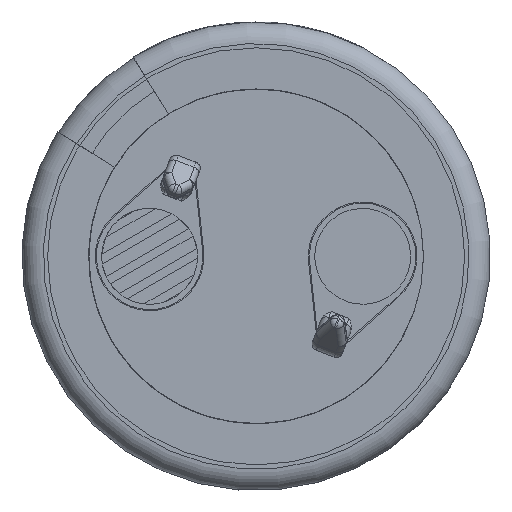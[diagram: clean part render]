
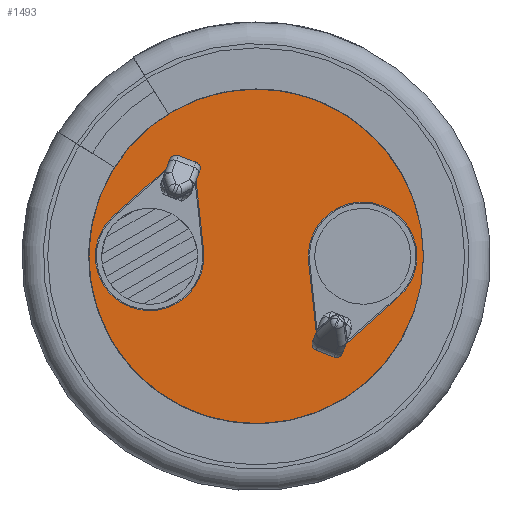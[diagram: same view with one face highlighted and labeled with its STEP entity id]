
A CAD part, front view. The second image highlights one B-rep face of the part: STEP entity #1493.
In plain terms, the highlighted planar face has unit normal (0, -1, 0).
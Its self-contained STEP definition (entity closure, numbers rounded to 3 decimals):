
#1493 = ADVANCED_FACE( '', ( #3224, #3225, #3226 ), #3227, .T. );
#3224 = FACE_OUTER_BOUND( '', #6629, .T. );
#3225 = FACE_BOUND( '', #6630, .T. );
#3226 = FACE_BOUND( '', #6631, .T. );
#3227 = PLANE( '', #6632 );
#6629 = EDGE_LOOP( '', ( #11385 ) );
#6630 = EDGE_LOOP( '', ( #11386, #11387, #11388, #11389 ) );
#6631 = EDGE_LOOP( '', ( #11390, #11391, #11392, #11393 ) );
#6632 = AXIS2_PLACEMENT_3D( '', #11394, #11395, #11396 );
#11385 = ORIENTED_EDGE( '', *, *, #13457, .T. );
#11386 = ORIENTED_EDGE( '', *, *, #13182, .F. );
#11387 = ORIENTED_EDGE( '', *, *, #14552, .F. );
#11388 = ORIENTED_EDGE( '', *, *, #13778, .F. );
#11389 = ORIENTED_EDGE( '', *, *, #14515, .F. );
#11390 = ORIENTED_EDGE( '', *, *, #13508, .T. );
#11391 = ORIENTED_EDGE( '', *, *, #13641, .T. );
#11392 = ORIENTED_EDGE( '', *, *, #14126, .T. );
#11393 = ORIENTED_EDGE( '', *, *, #14553, .T. );
#11394 = CARTESIAN_POINT( '', ( 0., 0., 0. ) );
#11395 = DIRECTION( '', ( 0., -1., 0. ) );
#11396 = DIRECTION( '', ( 0., 0., -1. ) );
#13182 = EDGE_CURVE( '', #15565, #15566, #15567, .T. );
#13457 = EDGE_CURVE( '', #16014, #16014, #16015, .T. );
#13508 = EDGE_CURVE( '', #16094, #16095, #16096, .T. );
#13641 = EDGE_CURVE( '', #16095, #16294, #16295, .T. );
#13778 = EDGE_CURVE( '', #16510, #16511, #16512, .T. );
#14126 = EDGE_CURVE( '', #16294, #17020, #17021, .T. );
#14515 = EDGE_CURVE( '', #15566, #16510, #17528, .T. );
#14552 = EDGE_CURVE( '', #16511, #15565, #17568, .T. );
#14553 = EDGE_CURVE( '', #17020, #16094, #17569, .T. );
#15565 = VERTEX_POINT( '', #19247 );
#15566 = VERTEX_POINT( '', #19248 );
#15567 = LINE( '', #19249, #19250 );
#16014 = VERTEX_POINT( '', #20292 );
#16015 = CIRCLE( '', #20293, 9.114 );
#16094 = VERTEX_POINT( '', #20435 );
#16095 = VERTEX_POINT( '', #20436 );
#16096 = LINE( '', #20437, #20438 );
#16294 = VERTEX_POINT( '', #20873 );
#16295 = LINE( '', #20874, #20875 );
#16510 = VERTEX_POINT( '', #21303 );
#16511 = VERTEX_POINT( '', #21304 );
#16512 = LINE( '', #21305, #21306 );
#17020 = VERTEX_POINT( '', #22604 );
#17021 = LINE( '', #22605, #22606 );
#17528 = CIRCLE( '', #23993, 2.55 );
#17568 = LINE( '', #24061, #24062 );
#17569 = CIRCLE( '', #24063, 2.55 );
#19247 = CARTESIAN_POINT( '', ( -4.27, 0., 4.059 ) );
#19248 = CARTESIAN_POINT( '', ( -6.694, 0., 1.906 ) );
#19249 = CARTESIAN_POINT( '', ( -4.27, 0., 4.059 ) );
#19250 = VECTOR( '', #24762, 1000. );
#20292 = CARTESIAN_POINT( '', ( 0., 0., -9.114 ) );
#20293 = AXIS2_PLACEMENT_3D( '', #24901, #24902, #24903 );
#20435 = CARTESIAN_POINT( '', ( 6.694, 0., -1.906 ) );
#20436 = CARTESIAN_POINT( '', ( 4.27, 0., -4.059 ) );
#20437 = CARTESIAN_POINT( '', ( 6.694, 0., -1.906 ) );
#20438 = VECTOR( '', #24936, 1000. );
#20873 = CARTESIAN_POINT( '', ( 2.814, 0., -3.497 ) );
#20874 = CARTESIAN_POINT( '', ( 4.27, 0., -4.059 ) );
#20875 = VECTOR( '', #25002, 1000. );
#21303 = CARTESIAN_POINT( '', ( -2.465, 0., 0.274 ) );
#21304 = CARTESIAN_POINT( '', ( -2.814, 0., 3.497 ) );
#21305 = CARTESIAN_POINT( '', ( -2.465, 0., 0.274 ) );
#21306 = VECTOR( '', #25059, 1000. );
#22604 = CARTESIAN_POINT( '', ( 2.465, 0., -0.274 ) );
#22605 = CARTESIAN_POINT( '', ( 2.814, 0., -3.497 ) );
#22606 = VECTOR( '', #25165, 1000. );
#23993 = AXIS2_PLACEMENT_3D( '', #25258, #25259, #25260 );
#24061 = CARTESIAN_POINT( '', ( -2.814, 0., 3.497 ) );
#24062 = VECTOR( '', #25273, 1000. );
#24063 = AXIS2_PLACEMENT_3D( '', #25274, #25275, #25276 );
#24762 = DIRECTION( '', ( -0.748, 0., -0.664 ) );
#24901 = CARTESIAN_POINT( '', ( 0., 0., 0. ) );
#24902 = DIRECTION( '', ( 0., -1., 0. ) );
#24903 = DIRECTION( '', ( 0., 0., -1. ) );
#24936 = DIRECTION( '', ( -0.748, 0., -0.664 ) );
#25002 = DIRECTION( '', ( -0.933, 0., 0.36 ) );
#25059 = DIRECTION( '', ( -0.108, 0., 0.994 ) );
#25165 = DIRECTION( '', ( -0.108, 0., 0.994 ) );
#25258 = CARTESIAN_POINT( '', ( -5., 0., 0. ) );
#25259 = DIRECTION( '', ( 0., -1., 0. ) );
#25260 = DIRECTION( '', ( 0., 0., 1. ) );
#25273 = DIRECTION( '', ( -0.933, 0., 0.36 ) );
#25274 = CARTESIAN_POINT( '', ( 5., 0., 0. ) );
#25275 = DIRECTION( '', ( 0., 1., 0. ) );
#25276 = DIRECTION( '', ( 0., 0., -1. ) );
